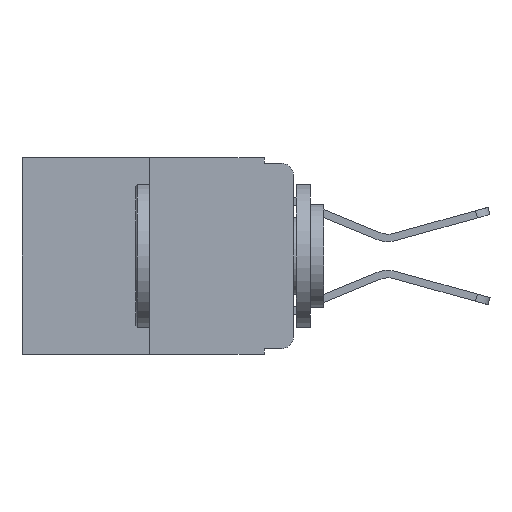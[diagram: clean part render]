
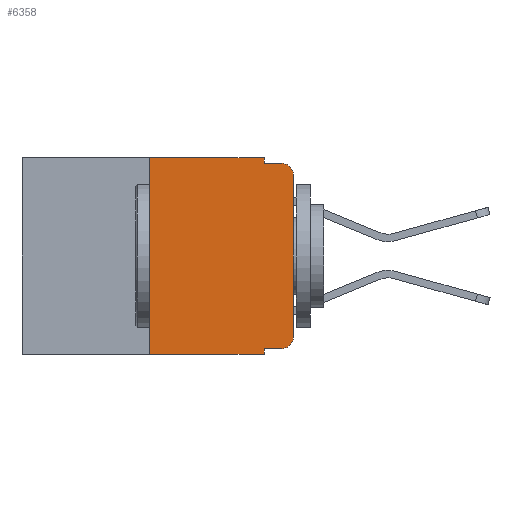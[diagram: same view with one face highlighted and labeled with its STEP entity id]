
A CAD part, left-side view. The second image highlights one B-rep face of the part: STEP entity #6358.
In plain terms, the highlighted planar face has unit normal (-1, 0, 0).
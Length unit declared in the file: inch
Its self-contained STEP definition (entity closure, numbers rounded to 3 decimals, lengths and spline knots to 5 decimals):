
#21 = VERTEX_POINT ( 'NONE', #15869 ) ;
#126 = DIRECTION ( 'NONE',  ( 0., 0., -1. ) ) ;
#333 = DIRECTION ( 'NONE',  ( 0., -1., 0. ) ) ;
#617 = LINE ( 'NONE', #2082, #3001 ) ;
#1019 = VERTEX_POINT ( 'NONE', #8680 ) ;
#1135 = EDGE_CURVE ( 'NONE', #12609, #2111, #23731, .T. ) ;
#1261 = CARTESIAN_POINT ( 'NONE',  ( 0., 0.473, -0.343 ) ) ;
#1765 = ORIENTED_EDGE ( 'NONE', *, *, #1945, .F. ) ;
#1945 = EDGE_CURVE ( 'NONE', #9696, #1019, #12649, .T. ) ;
#1947 = LINE ( 'NONE', #20421, #3738 ) ;
#2082 = CARTESIAN_POINT ( 'NONE',  ( 0., 0.051, -0.333 ) ) ;
#2111 = VERTEX_POINT ( 'NONE', #18838 ) ;
#2124 = DIRECTION ( 'NONE',  ( -1., 0., 0. ) ) ;
#2231 = LINE ( 'NONE', #22425, #21950 ) ;
#2289 = CARTESIAN_POINT ( 'NONE',  ( 0., 0.02, -0.03 ) ) ;
#2653 = AXIS2_PLACEMENT_3D ( 'NONE', #10072, #9997, #19601 ) ;
#3001 = VECTOR ( 'NONE', #333, 39.37008 ) ;
#3738 = VECTOR ( 'NONE', #16661, 39.37008 ) ;
#4005 = VECTOR ( 'NONE', #6732, 39.37008 ) ;
#4182 = EDGE_CURVE ( 'NONE', #2111, #13176, #2231, .T. ) ;
#4205 = CARTESIAN_POINT ( 'NONE',  ( 0., 0.02, -0.333 ) ) ;
#4291 = DIRECTION ( 'NONE',  ( -1., 0., 0. ) ) ;
#5457 = EDGE_CURVE ( 'NONE', #9696, #7783, #15021, .T. ) ;
#5637 = AXIS2_PLACEMENT_3D ( 'NONE', #2289, #4291, #13509 ) ;
#6054 = CARTESIAN_POINT ( 'NONE',  ( 0., 0., -0.03 ) ) ;
#6358 = ADVANCED_FACE ( 'NONE', ( #23943 ), #13679, .F. ) ;
#6369 = LINE ( 'NONE', #7291, #9958 ) ;
#6528 = ORIENTED_EDGE ( 'NONE', *, *, #11590, .T. ) ;
#6732 = DIRECTION ( 'NONE',  ( 0., -1., 0. ) ) ;
#6819 = CARTESIAN_POINT ( 'NONE',  ( 0., 0.25, 0. ) ) ;
#6983 = DIRECTION ( 'NONE',  ( 0., 0., 1. ) ) ;
#7027 = ORIENTED_EDGE ( 'NONE', *, *, #5457, .T. ) ;
#7291 = CARTESIAN_POINT ( 'NONE',  ( 0., 0.051, 0. ) ) ;
#7541 = VECTOR ( 'NONE', #6983, 39.37008 ) ;
#7783 = VERTEX_POINT ( 'NONE', #13806 ) ;
#8680 = CARTESIAN_POINT ( 'NONE',  ( 0., 0.25, 0. ) ) ;
#8804 = LINE ( 'NONE', #18452, #4005 ) ;
#9200 = ORIENTED_EDGE ( 'NONE', *, *, #10792, .T. ) ;
#9459 = CARTESIAN_POINT ( 'NONE',  ( 0., 0.02, -0.01 ) ) ;
#9696 = VERTEX_POINT ( 'NONE', #19410 ) ;
#9958 = VECTOR ( 'NONE', #15059, 39.37008 ) ;
#9997 = DIRECTION ( 'NONE',  ( 1., 0., 0. ) ) ;
#10072 = CARTESIAN_POINT ( 'NONE',  ( 0., 0.473, 0. ) ) ;
#10217 = VERTEX_POINT ( 'NONE', #9459 ) ;
#10345 = ORIENTED_EDGE ( 'NONE', *, *, #1135, .T. ) ;
#10792 = EDGE_CURVE ( 'NONE', #15852, #12609, #617, .T. ) ;
#11590 = EDGE_CURVE ( 'NONE', #13176, #10217, #20295, .T. ) ;
#12609 = VERTEX_POINT ( 'NONE', #4205 ) ;
#12649 = LINE ( 'NONE', #6819, #7541 ) ;
#13176 = VERTEX_POINT ( 'NONE', #6054 ) ;
#13509 = DIRECTION ( 'NONE',  ( 0., 0., -1. ) ) ;
#13607 = LINE ( 'NONE', #19782, #21947 ) ;
#13679 = PLANE ( 'NONE',  #2653 ) ;
#13806 = CARTESIAN_POINT ( 'NONE',  ( 0., 0.051, -0.343 ) ) ;
#13957 = EDGE_CURVE ( 'NONE', #1019, #21959, #13607, .T. ) ;
#14146 = EDGE_CURVE ( 'NONE', #21, #10217, #8804, .T. ) ;
#14271 = EDGE_LOOP ( 'NONE', ( #22083, #6528, #23670, #24708, #17370, #1765, #7027, #17737, #9200, #10345 ) ) ;
#15021 = LINE ( 'NONE', #1261, #23406 ) ;
#15059 = DIRECTION ( 'NONE',  ( 0., 0., -1. ) ) ;
#15852 = VERTEX_POINT ( 'NONE', #17592 ) ;
#15869 = CARTESIAN_POINT ( 'NONE',  ( 0., 0.051, -0.01 ) ) ;
#16661 = DIRECTION ( 'NONE',  ( 0., 0., -1. ) ) ;
#17370 = ORIENTED_EDGE ( 'NONE', *, *, #13957, .F. ) ;
#17592 = CARTESIAN_POINT ( 'NONE',  ( 0., 0.051, -0.333 ) ) ;
#17737 = ORIENTED_EDGE ( 'NONE', *, *, #19776, .F. ) ;
#18452 = CARTESIAN_POINT ( 'NONE',  ( 0., 0.051, -0.01 ) ) ;
#18838 = CARTESIAN_POINT ( 'NONE',  ( 0., 0., -0.313 ) ) ;
#18884 = EDGE_CURVE ( 'NONE', #21959, #21, #1947, .T. ) ;
#19410 = CARTESIAN_POINT ( 'NONE',  ( 0., 0.25, -0.343 ) ) ;
#19601 = DIRECTION ( 'NONE',  ( 0., 0., -1. ) ) ;
#19776 = EDGE_CURVE ( 'NONE', #15852, #7783, #6369, .T. ) ;
#19782 = CARTESIAN_POINT ( 'NONE',  ( 0., 0.473, 0. ) ) ;
#19862 = DIRECTION ( 'NONE',  ( 0., -1., 0. ) ) ;
#20295 = CIRCLE ( 'NONE', #5637, 0.02 ) ;
#20350 = DIRECTION ( 'NONE',  ( 0., -1., 0. ) ) ;
#20421 = CARTESIAN_POINT ( 'NONE',  ( 0., 0.051, 0. ) ) ;
#20714 = DIRECTION ( 'NONE',  ( 0., 0., 1. ) ) ;
#21139 = CARTESIAN_POINT ( 'NONE',  ( 0., 0.02, -0.313 ) ) ;
#21947 = VECTOR ( 'NONE', #19862, 39.37008 ) ;
#21950 = VECTOR ( 'NONE', #20714, 39.37008 ) ;
#21959 = VERTEX_POINT ( 'NONE', #24174 ) ;
#22083 = ORIENTED_EDGE ( 'NONE', *, *, #4182, .T. ) ;
#22425 = CARTESIAN_POINT ( 'NONE',  ( 0., 0., 0. ) ) ;
#23406 = VECTOR ( 'NONE', #20350, 39.37008 ) ;
#23670 = ORIENTED_EDGE ( 'NONE', *, *, #14146, .F. ) ;
#23731 = CIRCLE ( 'NONE', #24470, 0.02 ) ;
#23943 = FACE_OUTER_BOUND ( 'NONE', #14271, .T. ) ;
#24174 = CARTESIAN_POINT ( 'NONE',  ( 0., 0.051, 0. ) ) ;
#24470 = AXIS2_PLACEMENT_3D ( 'NONE', #21139, #2124, #126 ) ;
#24708 = ORIENTED_EDGE ( 'NONE', *, *, #18884, .F. ) ;
